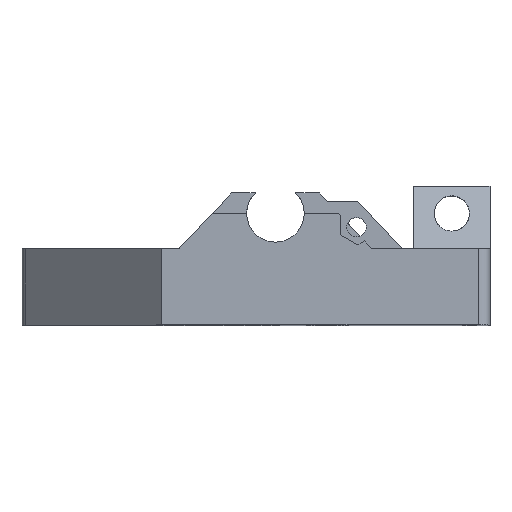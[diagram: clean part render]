
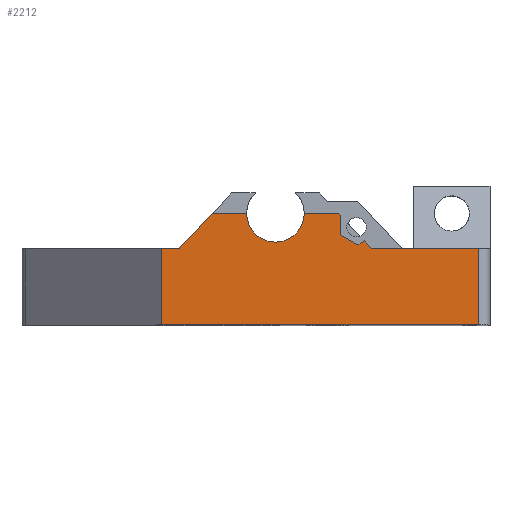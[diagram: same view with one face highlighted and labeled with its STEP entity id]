
A CAD part, top view. The second image highlights one B-rep face of the part: STEP entity #2212.
In plain terms, the highlighted planar face has unit normal (0, 0, 1).
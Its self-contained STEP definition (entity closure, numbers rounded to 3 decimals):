
#32 = ORIENTED_EDGE ( 'NONE', *, *, #3554, .F. ) ;
#70 = CARTESIAN_POINT ( 'NONE',  ( 2.97, 0., 26.729 ) ) ;
#138 = VECTOR ( 'NONE', #776, 1000. ) ;
#174 = DIRECTION ( 'NONE',  ( -1., 0., 0. ) ) ;
#187 = VECTOR ( 'NONE', #559, 1000. ) ;
#275 = DIRECTION ( 'NONE',  ( 1., 0., 0. ) ) ;
#304 = CIRCLE ( 'NONE', #679, 4.9 ) ;
#351 = CARTESIAN_POINT ( 'NONE',  ( -2.97, 13., 26.729 ) ) ;
#437 = DIRECTION ( 'NONE',  ( 0., -1., 0. ) ) ;
#445 = LINE ( 'NONE', #70, #3040 ) ;
#555 = DIRECTION ( 'NONE',  ( 0., 0., -1. ) ) ;
#556 = VECTOR ( 'NONE', #1852, 1000. ) ;
#559 = DIRECTION ( 'NONE',  ( 0.866, -0.5, 0. ) ) ;
#582 = LINE ( 'NONE', #2772, #2508 ) ;
#600 = VERTEX_POINT ( 'NONE', #1144 ) ;
#606 = LINE ( 'NONE', #3587, #3036 ) ;
#616 = ORIENTED_EDGE ( 'NONE', *, *, #1833, .T. ) ;
#647 = CARTESIAN_POINT ( 'NONE',  ( -1.385, 19., 26.729 ) ) ;
#655 = VECTOR ( 'NONE', #1709, 1000. ) ;
#679 = AXIS2_PLACEMENT_3D ( 'NONE', #1804, #1429, #1039 ) ;
#728 = VERTEX_POINT ( 'NONE', #3514 ) ;
#733 = LINE ( 'NONE', #351, #3608 ) ;
#751 = ORIENTED_EDGE ( 'NONE', *, *, #1327, .F. ) ;
#771 = DIRECTION ( 'NONE',  ( 0.866, 0.5, 0. ) ) ;
#776 = DIRECTION ( 'NONE',  ( 0., 1., 0. ) ) ;
#795 = ORIENTED_EDGE ( 'NONE', *, *, #2717, .F. ) ;
#814 = CARTESIAN_POINT ( 'NONE',  ( -6.07, 13., 26.729 ) ) ;
#867 = ORIENTED_EDGE ( 'NONE', *, *, #2367, .T. ) ;
#921 = CARTESIAN_POINT ( 'NONE',  ( 2.97, 13., 26.729 ) ) ;
#923 = CARTESIAN_POINT ( 'NONE',  ( 24.39, 15.326, 26.729 ) ) ;
#966 = ORIENTED_EDGE ( 'NONE', *, *, #1758, .T. ) ;
#1015 = LINE ( 'NONE', #647, #2846 ) ;
#1033 = VERTEX_POINT ( 'NONE', #3405 ) ;
#1036 = CARTESIAN_POINT ( 'NONE',  ( 47.788, 13., 26.729 ) ) ;
#1039 = DIRECTION ( 'NONE',  ( 1., 0., 0. ) ) ;
#1058 = ORIENTED_EDGE ( 'NONE', *, *, #1215, .T. ) ;
#1138 = EDGE_CURVE ( 'NONE', #3303, #600, #3425, .T. ) ;
#1144 = CARTESIAN_POINT ( 'NONE',  ( 24.39, 15.326, 26.729 ) ) ;
#1150 = CARTESIAN_POINT ( 'NONE',  ( 27.29, 13.651, 26.729 ) ) ;
#1157 = CARTESIAN_POINT ( 'NONE',  ( 47.788, 13., 26.729 ) ) ;
#1201 = LINE ( 'NONE', #814, #2807 ) ;
#1206 = CARTESIAN_POINT ( 'NONE',  ( -6.07, 0., 26.729 ) ) ;
#1215 = EDGE_CURVE ( 'NONE', #1581, #2191, #445, .T. ) ;
#1223 = VECTOR ( 'NONE', #1261, 1000. ) ;
#1261 = DIRECTION ( 'NONE',  ( 1., 0., 0. ) ) ;
#1311 = LINE ( 'NONE', #923, #187 ) ;
#1322 = VERTEX_POINT ( 'NONE', #2965 ) ;
#1327 = EDGE_CURVE ( 'NONE', #3603, #3278, #304, .T. ) ;
#1424 = VERTEX_POINT ( 'NONE', #2601 ) ;
#1425 = CARTESIAN_POINT ( 'NONE',  ( 2.557, 19., 26.729 ) ) ;
#1429 = DIRECTION ( 'NONE',  ( 0., 0., 1. ) ) ;
#1445 = ORIENTED_EDGE ( 'NONE', *, *, #1621, .F. ) ;
#1514 = VERTEX_POINT ( 'NONE', #1944 ) ;
#1520 = CARTESIAN_POINT ( 'NONE',  ( 8.39, 19., 26.729 ) ) ;
#1529 = LINE ( 'NONE', #1150, #3632 ) ;
#1531 = LINE ( 'NONE', #1157, #138 ) ;
#1540 = ORIENTED_EDGE ( 'NONE', *, *, #2527, .T. ) ;
#1581 = VERTEX_POINT ( 'NONE', #1206 ) ;
#1597 = FACE_OUTER_BOUND ( 'NONE', #2777, .T. ) ;
#1621 = EDGE_CURVE ( 'NONE', #1712, #3603, #1015, .T. ) ;
#1631 = EDGE_CURVE ( 'NONE', #600, #1322, #1311, .T. ) ;
#1647 = CARTESIAN_POINT ( 'NONE',  ( -1.385, 19., 26.729 ) ) ;
#1651 = ORIENTED_EDGE ( 'NONE', *, *, #1631, .F. ) ;
#1709 = DIRECTION ( 'NONE',  ( 0.687, -0.726, 0. ) ) ;
#1712 = VERTEX_POINT ( 'NONE', #1425 ) ;
#1716 = VERTEX_POINT ( 'NONE', #1036 ) ;
#1720 = ORIENTED_EDGE ( 'NONE', *, *, #1138, .F. ) ;
#1758 = EDGE_CURVE ( 'NONE', #1712, #1859, #582, .T. ) ;
#1804 = CARTESIAN_POINT ( 'NONE',  ( 13.29, 19., 26.729 ) ) ;
#1833 = EDGE_CURVE ( 'NONE', #1716, #1033, #606, .T. ) ;
#1852 = DIRECTION ( 'NONE',  ( 0., -1., 0. ) ) ;
#1859 = VERTEX_POINT ( 'NONE', #2324 ) ;
#1944 = CARTESIAN_POINT ( 'NONE',  ( -6.07, 13., 26.729 ) ) ;
#2032 = LINE ( 'NONE', #1647, #1223 ) ;
#2084 = ORIENTED_EDGE ( 'NONE', *, *, #2903, .F. ) ;
#2090 = CARTESIAN_POINT ( 'NONE',  ( 20.745, 22.465, 26.729 ) ) ;
#2191 = VERTEX_POINT ( 'NONE', #2253 ) ;
#2212 = ADVANCED_FACE ( 'NONE', ( #1597 ), #2839, .F. ) ;
#2238 = CARTESIAN_POINT ( 'NONE',  ( 24.39, 18.674, 26.729 ) ) ;
#2253 = CARTESIAN_POINT ( 'NONE',  ( 47.788, 0., 26.729 ) ) ;
#2324 = CARTESIAN_POINT ( 'NONE',  ( -3.118, 13., 26.729 ) ) ;
#2367 = EDGE_CURVE ( 'NONE', #2191, #1716, #1531, .T. ) ;
#2394 = DIRECTION ( 'NONE',  ( -0.687, -0.726, 0. ) ) ;
#2431 = AXIS2_PLACEMENT_3D ( 'NONE', #921, #555, #174 ) ;
#2470 = LINE ( 'NONE', #2090, #655 ) ;
#2504 = EDGE_CURVE ( 'NONE', #1514, #1581, #1201, .T. ) ;
#2508 = VECTOR ( 'NONE', #2394, 1000. ) ;
#2527 = EDGE_CURVE ( 'NONE', #1859, #1514, #733, .T. ) ;
#2601 = CARTESIAN_POINT ( 'NONE',  ( 28.449, 14.321, 26.729 ) ) ;
#2717 = EDGE_CURVE ( 'NONE', #1322, #1424, #1529, .T. ) ;
#2772 = CARTESIAN_POINT ( 'NONE',  ( 5.835, 22.465, 26.729 ) ) ;
#2775 = EDGE_CURVE ( 'NONE', #3278, #728, #2032, .T. ) ;
#2777 = EDGE_LOOP ( 'NONE', ( #2084, #795, #1651, #1720, #32, #3655, #751, #1445, #966, #1540, #2835, #1058, #867, #616 ) ) ;
#2807 = VECTOR ( 'NONE', #437, 1000. ) ;
#2808 = DIRECTION ( 'NONE',  ( 0.687, -0.726, 0. ) ) ;
#2835 = ORIENTED_EDGE ( 'NONE', *, *, #2504, .T. ) ;
#2839 = PLANE ( 'NONE',  #2431 ) ;
#2846 = VECTOR ( 'NONE', #275, 1000. ) ;
#2860 = VECTOR ( 'NONE', #2808, 1000. ) ;
#2903 = EDGE_CURVE ( 'NONE', #1424, #1033, #3599, .T. ) ;
#2965 = CARTESIAN_POINT ( 'NONE',  ( 27.29, 13.651, 26.729 ) ) ;
#2997 = CARTESIAN_POINT ( 'NONE',  ( 24.39, 18.612, 26.729 ) ) ;
#3036 = VECTOR ( 'NONE', #3204, 1000. ) ;
#3040 = VECTOR ( 'NONE', #3442, 1000. ) ;
#3204 = DIRECTION ( 'NONE',  ( -1., 0., 0. ) ) ;
#3222 = CARTESIAN_POINT ( 'NONE',  ( 20.745, 22.465, 26.729 ) ) ;
#3278 = VERTEX_POINT ( 'NONE', #3491 ) ;
#3303 = VERTEX_POINT ( 'NONE', #2997 ) ;
#3405 = CARTESIAN_POINT ( 'NONE',  ( 29.698, 13., 26.729 ) ) ;
#3425 = LINE ( 'NONE', #2238, #556 ) ;
#3442 = DIRECTION ( 'NONE',  ( 1., 0., 0. ) ) ;
#3491 = CARTESIAN_POINT ( 'NONE',  ( 18.19, 19., 26.729 ) ) ;
#3514 = CARTESIAN_POINT ( 'NONE',  ( 24.023, 19., 26.729 ) ) ;
#3554 = EDGE_CURVE ( 'NONE', #728, #3303, #2470, .T. ) ;
#3587 = CARTESIAN_POINT ( 'NONE',  ( 49.788, 13., 26.729 ) ) ;
#3599 = LINE ( 'NONE', #3222, #2860 ) ;
#3603 = VERTEX_POINT ( 'NONE', #1520 ) ;
#3608 = VECTOR ( 'NONE', #3724, 1000. ) ;
#3632 = VECTOR ( 'NONE', #771, 1000. ) ;
#3655 = ORIENTED_EDGE ( 'NONE', *, *, #2775, .F. ) ;
#3724 = DIRECTION ( 'NONE',  ( -1., 0., 0. ) ) ;
